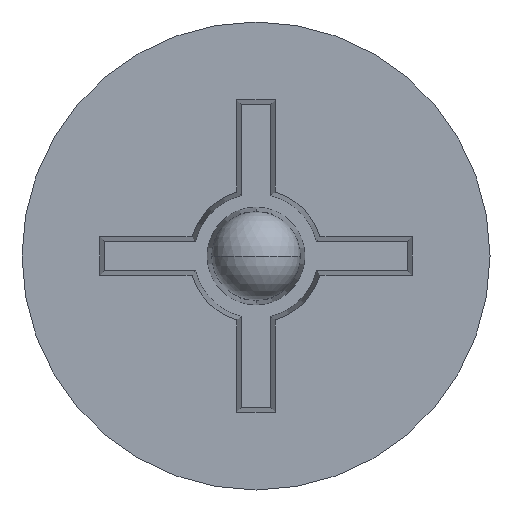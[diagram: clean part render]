
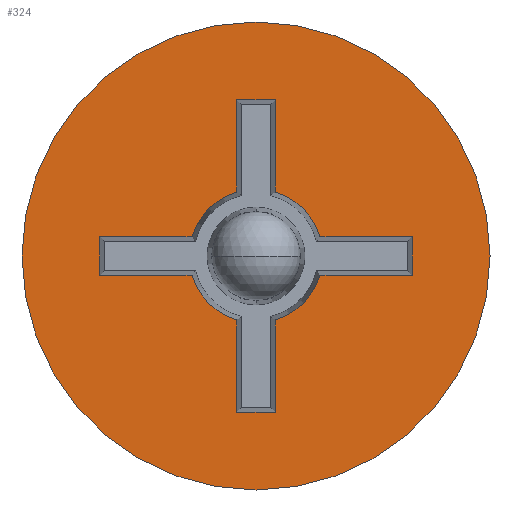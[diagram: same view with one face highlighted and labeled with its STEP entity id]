
A CAD part, front view. The second image highlights one B-rep face of the part: STEP entity #324.
In plain terms, the highlighted planar face has unit normal (0, -1, 0).
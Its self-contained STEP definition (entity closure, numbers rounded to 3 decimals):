
#6 = VERTEX_POINT ( 'NONE', #3852 ) ;
#7 = VERTEX_POINT ( 'NONE', #3853 ) ;
#13 = VERTEX_POINT ( 'NONE', #3850 ) ;
#14 = VERTEX_POINT ( 'NONE', #3846 ) ;
#16 = VERTEX_POINT ( 'NONE', #3855 ) ;
#18 = VERTEX_POINT ( 'NONE', #3856 ) ;
#24 = VERTEX_POINT ( 'NONE', #3861 ) ;
#81 = ORIENTED_EDGE ( 'NONE', *, *, #1414, .F. ) ;
#82 = ORIENTED_EDGE ( 'NONE', *, *, #1415, .F. ) ;
#83 = ORIENTED_EDGE ( 'NONE', *, *, #1416, .F. ) ;
#84 = ORIENTED_EDGE ( 'NONE', *, *, #1417, .F. ) ;
#85 = ORIENTED_EDGE ( 'NONE', *, *, #831, .F. ) ;
#86 = ORIENTED_EDGE ( 'NONE', *, *, #832, .F. ) ;
#87 = ORIENTED_EDGE ( 'NONE', *, *, #833, .F. ) ;
#88 = ORIENTED_EDGE ( 'NONE', *, *, #834, .F. ) ;
#89 = ORIENTED_EDGE ( 'NONE', *, *, #835, .F. ) ;
#90 = ORIENTED_EDGE ( 'NONE', *, *, #836, .F. ) ;
#91 = ORIENTED_EDGE ( 'NONE', *, *, #837, .F. ) ;
#92 = ORIENTED_EDGE ( 'NONE', *, *, #838, .F. ) ;
#93 = ORIENTED_EDGE ( 'NONE', *, *, #839, .F. ) ;
#94 = ORIENTED_EDGE ( 'NONE', *, *, #840, .F. ) ;
#95 = ORIENTED_EDGE ( 'NONE', *, *, #841, .F. ) ;
#96 = ORIENTED_EDGE ( 'NONE', *, *, #842, .F. ) ;
#97 = ORIENTED_EDGE ( 'NONE', *, *, #1358, .F. ) ;
#98 = ORIENTED_EDGE ( 'NONE', *, *, #1412, .F. ) ;
#324 = ADVANCED_FACE ( 'NONE', ( #1721, #1739 ), #1885, .F. ) ;
#433 = VERTEX_POINT ( 'NONE', #2339 ) ;
#434 = VERTEX_POINT ( 'NONE', #2336 ) ;
#435 = VERTEX_POINT ( 'NONE', #2343 ) ;
#436 = VERTEX_POINT ( 'NONE', #2337 ) ;
#437 = VERTEX_POINT ( 'NONE', #2344 ) ;
#438 = VERTEX_POINT ( 'NONE', #2345 ) ;
#439 = VERTEX_POINT ( 'NONE', #2346 ) ;
#440 = VERTEX_POINT ( 'NONE', #2340 ) ;
#441 = VERTEX_POINT ( 'NONE', #2347 ) ;
#444 = VERTEX_POINT ( 'NONE', #2342 ) ;
#704 = VERTEX_POINT ( 'NONE', #2383 ) ;
#831 = EDGE_CURVE ( 'NONE', #18, #24, #2527, .T. ) ;
#832 = EDGE_CURVE ( 'NONE', #7, #18, #2525, .T. ) ;
#833 = EDGE_CURVE ( 'NONE', #437, #7, #2528, .T. ) ;
#834 = EDGE_CURVE ( 'NONE', #433, #437, #2530, .T. ) ;
#835 = EDGE_CURVE ( 'NONE', #438, #433, #2532, .T. ) ;
#836 = EDGE_CURVE ( 'NONE', #436, #438, #2534, .T. ) ;
#837 = EDGE_CURVE ( 'NONE', #435, #436, #2535, .T. ) ;
#838 = EDGE_CURVE ( 'NONE', #439, #435, #2537, .T. ) ;
#839 = EDGE_CURVE ( 'NONE', #434, #439, #2539, .T. ) ;
#840 = EDGE_CURVE ( 'NONE', #440, #434, #2541, .T. ) ;
#841 = EDGE_CURVE ( 'NONE', #704, #440, #2542, .T. ) ;
#842 = EDGE_CURVE ( 'NONE', #6, #704, #2544, .T. ) ;
#1009 = EDGE_LOOP ( 'NONE', ( #81, #82, #83, #84, #85, #86, #87, #88, #89, #90, #91, #92, #93, #94, #95, #96 ) ) ;
#1049 = EDGE_LOOP ( 'NONE', ( #97, #98 ) ) ;
#1358 = EDGE_CURVE ( 'NONE', #444, #441, #3211, .T. ) ;
#1412 = EDGE_CURVE ( 'NONE', #441, #444, #3225, .T. ) ;
#1414 = EDGE_CURVE ( 'NONE', #14, #6, #3227, .T. ) ;
#1415 = EDGE_CURVE ( 'NONE', #13, #14, #3228, .T. ) ;
#1416 = EDGE_CURVE ( 'NONE', #16, #13, #3229, .T. ) ;
#1417 = EDGE_CURVE ( 'NONE', #24, #16, #3231, .T. ) ;
#1721 = FACE_BOUND ( 'NONE', #1009, .T. ) ;
#1739 = FACE_OUTER_BOUND ( 'NONE', #1049, .T. ) ;
#1882 = CARTESIAN_POINT ( 'NONE',  ( 10.85, 2.8, 0. ) ) ;
#1885 = PLANE ( 'NONE',  #2107 ) ;
#1887 = DIRECTION ( 'NONE',  ( 0., 1., 0. ) ) ;
#1888 = DIRECTION ( 'NONE',  ( 0., 0., 1. ) ) ;
#2107 = AXIS2_PLACEMENT_3D ( 'NONE', #1882, #1887, #1888 ) ;
#2336 = CARTESIAN_POINT ( 'NONE',  ( 2.966, 2.8, 0.9 ) ) ;
#2337 = CARTESIAN_POINT ( 'NONE',  ( -0.9, 2.8, 7.25 ) ) ;
#2339 = CARTESIAN_POINT ( 'NONE',  ( -2.966, 2.8, 0.9 ) ) ;
#2340 = CARTESIAN_POINT ( 'NONE',  ( 7.25, 2.8, 0.9 ) ) ;
#2342 = CARTESIAN_POINT ( 'NONE',  ( 0., 2.8, 10.85 ) ) ;
#2343 = CARTESIAN_POINT ( 'NONE',  ( 0.9, 2.8, 7.25 ) ) ;
#2344 = CARTESIAN_POINT ( 'NONE',  ( -7.25, 2.8, 0.9 ) ) ;
#2345 = CARTESIAN_POINT ( 'NONE',  ( -0.9, 2.8, 2.966 ) ) ;
#2346 = CARTESIAN_POINT ( 'NONE',  ( 0.9, 2.8, 2.966 ) ) ;
#2347 = CARTESIAN_POINT ( 'NONE',  ( 0., 2.8, -10.85 ) ) ;
#2383 = CARTESIAN_POINT ( 'NONE',  ( 7.25, 2.8, -0.9 ) ) ;
#2525 = LINE ( 'NONE', #2910, #2529 ) ;
#2527 = CIRCLE ( 'NONE', #3113, 3.1 ) ;
#2528 = LINE ( 'NONE', #2933, #2531 ) ;
#2529 = VECTOR ( 'NONE', #2925, 1000. ) ;
#2530 = LINE ( 'NONE', #2935, #2533 ) ;
#2531 = VECTOR ( 'NONE', #2934, 1000. ) ;
#2532 = CIRCLE ( 'NONE', #3114, 3.1 ) ;
#2533 = VECTOR ( 'NONE', #2936, 1000. ) ;
#2534 = LINE ( 'NONE', #2928, #2536 ) ;
#2535 = LINE ( 'NONE', #2942, #2538 ) ;
#2536 = VECTOR ( 'NONE', #2929, 1000. ) ;
#2537 = LINE ( 'NONE', #2944, #2540 ) ;
#2538 = VECTOR ( 'NONE', #2943, 1000. ) ;
#2539 = CIRCLE ( 'NONE', #3115, 3.1 ) ;
#2540 = VECTOR ( 'NONE', #2945, 1000. ) ;
#2541 = LINE ( 'NONE', #2937, #2543 ) ;
#2542 = LINE ( 'NONE', #2950, #2545 ) ;
#2543 = VECTOR ( 'NONE', #2938, 1000. ) ;
#2544 = LINE ( 'NONE', #2952, #2547 ) ;
#2545 = VECTOR ( 'NONE', #2951, 1000. ) ;
#2547 = VECTOR ( 'NONE', #2953, 1000. ) ;
#2910 = CARTESIAN_POINT ( 'NONE',  ( 0., 2.8, -0.9 ) ) ;
#2925 = DIRECTION ( 'NONE',  ( 1., 0., 0. ) ) ;
#2928 = CARTESIAN_POINT ( 'NONE',  ( -0.9, 2.8, 0. ) ) ;
#2929 = DIRECTION ( 'NONE',  ( 0., 0., -1. ) ) ;
#2930 = CARTESIAN_POINT ( 'NONE',  ( 0., 2.8, 0. ) ) ;
#2931 = DIRECTION ( 'NONE',  ( 0., -1., 0. ) ) ;
#2932 = DIRECTION ( 'NONE',  ( 0., 0., -1. ) ) ;
#2933 = CARTESIAN_POINT ( 'NONE',  ( -7.25, 2.8, 0. ) ) ;
#2934 = DIRECTION ( 'NONE',  ( 0., 0., -1. ) ) ;
#2935 = CARTESIAN_POINT ( 'NONE',  ( 0., 2.8, 0.9 ) ) ;
#2936 = DIRECTION ( 'NONE',  ( -1., 0., 0. ) ) ;
#2937 = CARTESIAN_POINT ( 'NONE',  ( 0., 2.8, 0.9 ) ) ;
#2938 = DIRECTION ( 'NONE',  ( -1., 0., 0. ) ) ;
#2939 = CARTESIAN_POINT ( 'NONE',  ( 0., 2.8, 0. ) ) ;
#2940 = DIRECTION ( 'NONE',  ( 0., -1., 0. ) ) ;
#2941 = DIRECTION ( 'NONE',  ( 0., 0., -1. ) ) ;
#2942 = CARTESIAN_POINT ( 'NONE',  ( 0., 2.8, 7.25 ) ) ;
#2943 = DIRECTION ( 'NONE',  ( -1., 0., 0. ) ) ;
#2944 = CARTESIAN_POINT ( 'NONE',  ( 0.9, 2.8, 0. ) ) ;
#2945 = DIRECTION ( 'NONE',  ( 0., 0., 1. ) ) ;
#2947 = CARTESIAN_POINT ( 'NONE',  ( 0., 2.8, 0. ) ) ;
#2948 = DIRECTION ( 'NONE',  ( 0., -1., 0. ) ) ;
#2949 = DIRECTION ( 'NONE',  ( 0., 0., -1. ) ) ;
#2950 = CARTESIAN_POINT ( 'NONE',  ( 7.25, 2.8, 0. ) ) ;
#2951 = DIRECTION ( 'NONE',  ( 0., 0., 1. ) ) ;
#2952 = CARTESIAN_POINT ( 'NONE',  ( 0., 2.8, -0.9 ) ) ;
#2953 = DIRECTION ( 'NONE',  ( 1., 0., 0. ) ) ;
#3113 = AXIS2_PLACEMENT_3D ( 'NONE', #2930, #2931, #2932 ) ;
#3114 = AXIS2_PLACEMENT_3D ( 'NONE', #2939, #2940, #2941 ) ;
#3115 = AXIS2_PLACEMENT_3D ( 'NONE', #2947, #2948, #2949 ) ;
#3211 = CIRCLE ( 'NONE', #3810, 10.85 ) ;
#3225 = CIRCLE ( 'NONE', #3813, 10.85 ) ;
#3227 = CIRCLE ( 'NONE', #3815, 3.1 ) ;
#3228 = LINE ( 'NONE', #3749, #3230 ) ;
#3229 = LINE ( 'NONE', #3759, #3232 ) ;
#3230 = VECTOR ( 'NONE', #3750, 1000. ) ;
#3231 = LINE ( 'NONE', #3761, #3233 ) ;
#3232 = VECTOR ( 'NONE', #3760, 1000. ) ;
#3233 = VECTOR ( 'NONE', #3762, 1000. ) ;
#3514 = CARTESIAN_POINT ( 'NONE',  ( 0., 2.8, 0. ) ) ;
#3515 = DIRECTION ( 'NONE',  ( 0., 1., 0. ) ) ;
#3516 = DIRECTION ( 'NONE',  ( 0., 0., 1. ) ) ;
#3746 = CARTESIAN_POINT ( 'NONE',  ( 0., 2.8, 0. ) ) ;
#3747 = DIRECTION ( 'NONE',  ( 0., 1., 0. ) ) ;
#3748 = DIRECTION ( 'NONE',  ( 0., 0., 1. ) ) ;
#3749 = CARTESIAN_POINT ( 'NONE',  ( 0.9, 2.8, 0. ) ) ;
#3750 = DIRECTION ( 'NONE',  ( 0., 0., 1. ) ) ;
#3756 = CARTESIAN_POINT ( 'NONE',  ( 0., 2.8, 0. ) ) ;
#3757 = DIRECTION ( 'NONE',  ( 0., -1., 0. ) ) ;
#3758 = DIRECTION ( 'NONE',  ( 0., 0., -1. ) ) ;
#3759 = CARTESIAN_POINT ( 'NONE',  ( 0., 2.8, -7.25 ) ) ;
#3760 = DIRECTION ( 'NONE',  ( 1., 0., 0. ) ) ;
#3761 = CARTESIAN_POINT ( 'NONE',  ( -0.9, 2.8, 0. ) ) ;
#3762 = DIRECTION ( 'NONE',  ( 0., 0., -1. ) ) ;
#3810 = AXIS2_PLACEMENT_3D ( 'NONE', #3514, #3515, #3516 ) ;
#3813 = AXIS2_PLACEMENT_3D ( 'NONE', #3746, #3747, #3748 ) ;
#3815 = AXIS2_PLACEMENT_3D ( 'NONE', #3756, #3757, #3758 ) ;
#3846 = CARTESIAN_POINT ( 'NONE',  ( 0.9, 2.8, -2.966 ) ) ;
#3850 = CARTESIAN_POINT ( 'NONE',  ( 0.9, 2.8, -7.25 ) ) ;
#3852 = CARTESIAN_POINT ( 'NONE',  ( 2.966, 2.8, -0.9 ) ) ;
#3853 = CARTESIAN_POINT ( 'NONE',  ( -7.25, 2.8, -0.9 ) ) ;
#3855 = CARTESIAN_POINT ( 'NONE',  ( -0.9, 2.8, -7.25 ) ) ;
#3856 = CARTESIAN_POINT ( 'NONE',  ( -2.966, 2.8, -0.9 ) ) ;
#3861 = CARTESIAN_POINT ( 'NONE',  ( -0.9, 2.8, -2.966 ) ) ;
